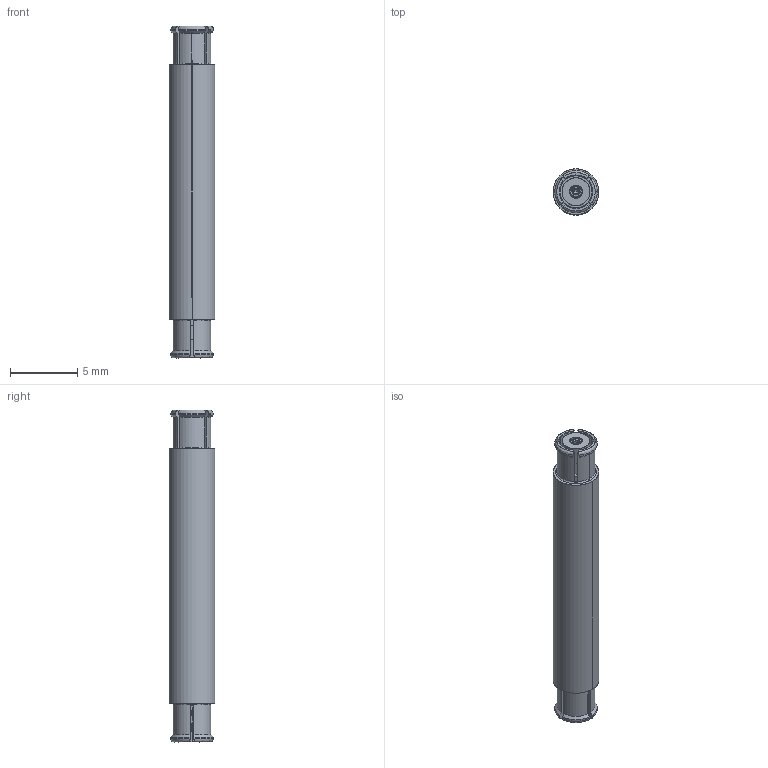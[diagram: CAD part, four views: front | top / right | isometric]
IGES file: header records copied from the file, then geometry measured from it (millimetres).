
Start section: SolidWorks IGES file using analytic representation for surfaces
Global section: file name: R222.705.340A.IGS; native system: SolidWorks 2014; preprocessor: SolidWorks 2014; author: RAYMOND_G; date: 150526.154655; units: millimetre
Bounding box: 3.4 x 3.4 x 24.64 mm (x, y, z)
Surface area: 389.6 mm2 (no closed solid volume)
Topology: 0 solids, 0 shells, 176 faces, 1644 edges, 1640 vertices
Faces by surface type: revolution 91, bspline 85
